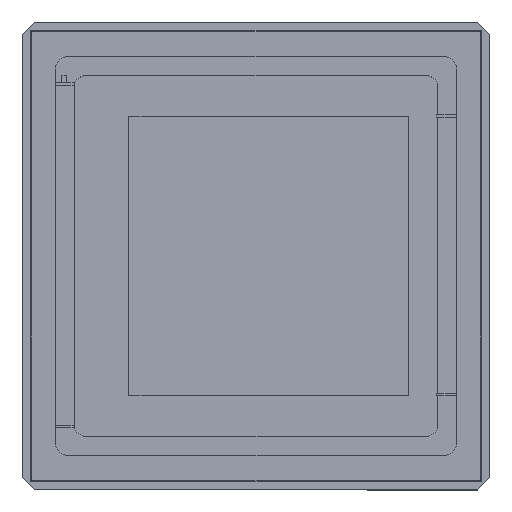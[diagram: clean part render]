
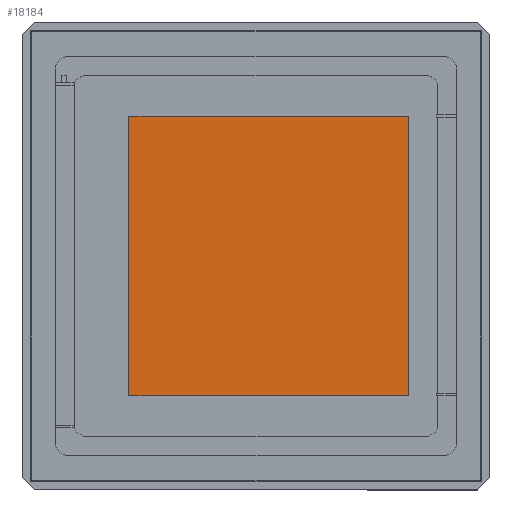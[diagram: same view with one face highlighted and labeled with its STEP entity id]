
A CAD part, top view. The second image highlights one B-rep face of the part: STEP entity #18184.
In plain terms, the highlighted planar face has unit normal (0, 0, 1).
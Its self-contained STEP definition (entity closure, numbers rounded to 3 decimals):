
#18052=CARTESIAN_POINT('',(6.145,5.635,1.745));
#18053=VERTEX_POINT('',#18052);
#18060=CARTESIAN_POINT('',(6.145,-5.625,1.745));
#18061=VERTEX_POINT('',#18060);
#18062=CARTESIAN_POINT('',(6.145,-5.625,1.745));
#18063=DIRECTION('',(0.0,1.0,0.0));
#18064=VECTOR('',#18063,11.26);
#18065=LINE('',#18062,#18064);
#18066=EDGE_CURVE('',#18061,#18053,#18065,.T.);
#18090=CARTESIAN_POINT('',(-5.115,5.635,1.745));
#18091=VERTEX_POINT('',#18090);
#18098=CARTESIAN_POINT('',(6.145,5.635,1.745));
#18099=DIRECTION('',(-1.0,0.0,0.0));
#18100=VECTOR('',#18099,11.26);
#18101=LINE('',#18098,#18100);
#18102=EDGE_CURVE('',#18053,#18091,#18101,.T.);
#18121=CARTESIAN_POINT('',(-5.115,-5.625,1.745));
#18122=VERTEX_POINT('',#18121);
#18129=CARTESIAN_POINT('',(-5.115,5.635,1.745));
#18130=DIRECTION('',(0.0,-1.0,0.0));
#18131=VECTOR('',#18130,11.26);
#18132=LINE('',#18129,#18131);
#18133=EDGE_CURVE('',#18091,#18122,#18132,.T.);
#18151=CARTESIAN_POINT('',(-5.115,-5.625,1.745));
#18152=DIRECTION('',(1.0,0.0,0.0));
#18153=VECTOR('',#18152,11.26);
#18154=LINE('',#18151,#18153);
#18155=EDGE_CURVE('',#18122,#18061,#18154,.T.);
#18173=CARTESIAN_POINT('',(0.515,0.005,1.745));
#18174=DIRECTION('',(0.0,0.0,1.0));
#18175=DIRECTION('',(0.0,-1.0,0.0));
#18176=AXIS2_PLACEMENT_3D('',#18173,#18174,#18175);
#18177=PLANE('',#18176);
#18178=ORIENTED_EDGE('',*,*,#18155,.T.);
#18179=ORIENTED_EDGE('',*,*,#18066,.T.);
#18180=ORIENTED_EDGE('',*,*,#18102,.T.);
#18181=ORIENTED_EDGE('',*,*,#18133,.T.);
#18182=EDGE_LOOP('',(#18178,#18179,#18180,#18181));
#18183=FACE_OUTER_BOUND('',#18182,.T.);
#18184=ADVANCED_FACE('',(#18183),#18177,.T.);
